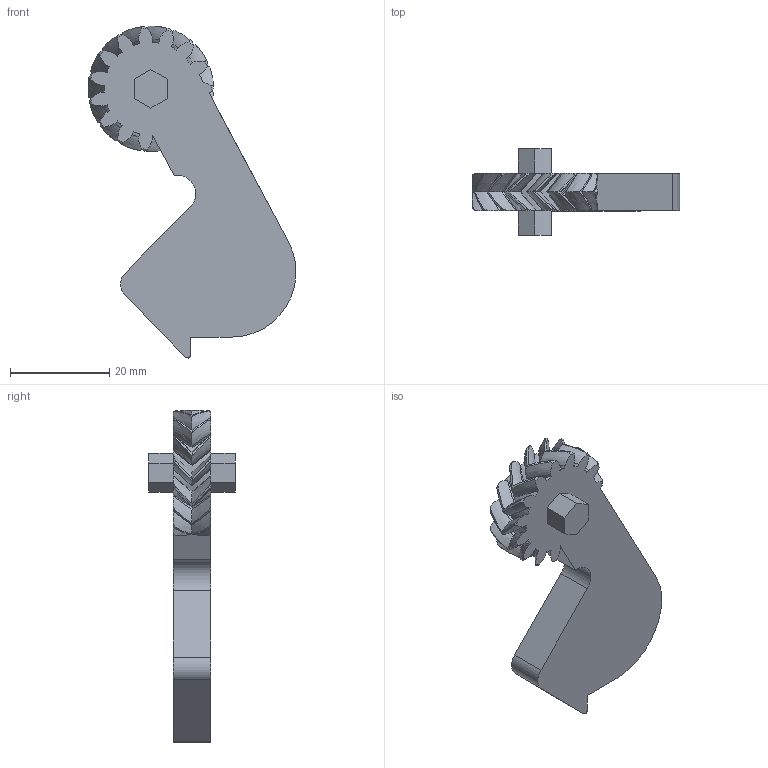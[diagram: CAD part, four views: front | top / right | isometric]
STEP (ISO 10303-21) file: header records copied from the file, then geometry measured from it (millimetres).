
FILE_DESCRIPTION(/* description */ ('STEP AP242','CAx-IF Rec.Pracs.---Representation and Presentation of Product Manufacturing Information (PMI)---4.0---2014-10-13','CAx-IF Rec.Pracs.---3D Tessellated Geometry---0.4---2014-09-14','2;1'),/* implementation_level */ '2;1');
FILE_NAME(/* name */ '6889b0d57f649f15819a0d7d',/* time_stamp */ '2025-07-30T05:42:47Z',/* author */ (''),/* organization */ (''),/* preprocessor_version */ 'ST-DEVELOPER v20',/* originating_system */ 'ONSHAPE BY PTC INC, 1.201',/* authorisation */ ' ');
FILE_SCHEMA (('AP242_MANAGED_MODEL_BASED_3D_ENGINEERING_MIM_LF { 1 0 10303 442 1 1 4 }'));
Length unit declared in the file: metre
Products named in the file (1): Helical 1.5M 15T
Bounding box: 41.99 x 17.5 x 67.02 mm (x, y, z)
Volume: 10690.6 mm3; surface area: 4958.4 mm2
Topology: 1 solids, 1 shells, 187 faces, 504 edges, 322 vertices
Faces by surface type: bspline 120, plane 24, torus 24, cylinder 19
Entity records: 9540 total; most frequent: CARTESIAN_POINT 6029, ORIENTED_EDGE 1008, EDGE_CURVE 504, DIRECTION 388, VERTEX_POINT 322, EDGE_LOOP 190, FACE_BOUND 190, ADVANCED_FACE 187
